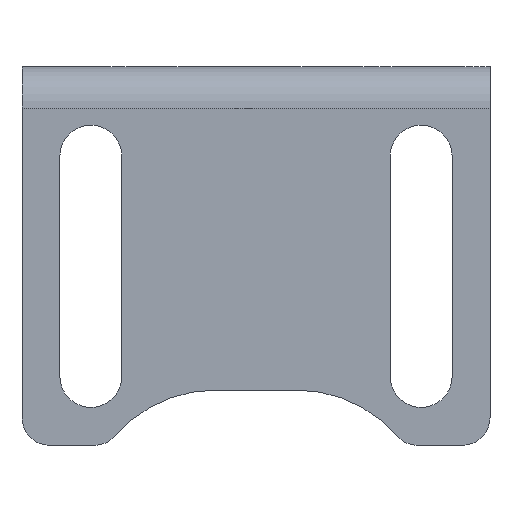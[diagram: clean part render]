
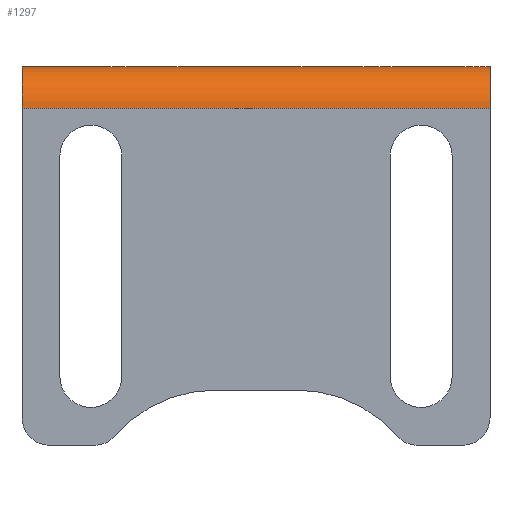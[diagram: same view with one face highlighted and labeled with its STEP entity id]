
A CAD part, front view. The second image highlights one B-rep face of the part: STEP entity #1297.
In plain terms, the highlighted cylindrical face has radius 3 mm (diameter 6 mm), a partial arc.
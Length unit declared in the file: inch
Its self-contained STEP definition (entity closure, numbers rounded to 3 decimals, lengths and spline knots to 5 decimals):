
#1 = DIRECTION ( 'NONE',  ( 0., 0., 1. ) ) ;
#77 = VECTOR ( 'NONE', #716, 39.37008 ) ;
#127 = VERTEX_POINT ( 'NONE', #879 ) ;
#148 = LINE ( 'NONE', #474, #77 ) ;
#163 = DIRECTION ( 'NONE',  ( 0., -1., 0. ) ) ;
#190 = VECTOR ( 'NONE', #1356, 39.37008 ) ;
#204 = CARTESIAN_POINT ( 'NONE',  ( -0.66929, -0.19151, 0. ) ) ;
#211 = EDGE_CURVE ( 'NONE', #1072, #1200, #1379, .T. ) ;
#220 = CARTESIAN_POINT ( 'NONE',  ( 0.66929, -0.19151, -0.11811 ) ) ;
#235 = ORIENTED_EDGE ( 'NONE', *, *, #1034, .T. ) ;
#286 = DIRECTION ( 'NONE',  ( 0., -1., 0. ) ) ;
#342 = DIRECTION ( 'NONE',  ( 1., 0., 0. ) ) ;
#366 = VERTEX_POINT ( 'NONE', #1214 ) ;
#474 = CARTESIAN_POINT ( 'NONE',  ( 0.66929, -0.30962, -0.11811 ) ) ;
#524 = AXIS2_PLACEMENT_3D ( 'NONE', #1252, #923, #286 ) ;
#654 = AXIS2_PLACEMENT_3D ( 'NONE', #220, #342, #1 ) ;
#692 = DIRECTION ( 'NONE',  ( -1., 0., 0. ) ) ;
#695 = EDGE_CURVE ( 'NONE', #127, #366, #709, .T. ) ;
#698 = AXIS2_PLACEMENT_3D ( 'NONE', #1145, #692, #163 ) ;
#700 = FACE_OUTER_BOUND ( 'NONE', #1087, .T. ) ;
#709 = CIRCLE ( 'NONE', #654, 0.11811 ) ;
#716 = DIRECTION ( 'NONE',  ( -1., 0., 0. ) ) ;
#743 = LINE ( 'NONE', #204, #190 ) ;
#763 = ORIENTED_EDGE ( 'NONE', *, *, #211, .T. ) ;
#824 = CYLINDRICAL_SURFACE ( 'NONE', #698, 0.11811 ) ;
#852 = CARTESIAN_POINT ( 'NONE',  ( -0.66929, -0.30962, -0.11811 ) ) ;
#857 = CARTESIAN_POINT ( 'NONE',  ( -0.66929, -0.19151, 0. ) ) ;
#879 = CARTESIAN_POINT ( 'NONE',  ( 0.66929, -0.19151, 0. ) ) ;
#923 = DIRECTION ( 'NONE',  ( 1., 0., 0. ) ) ;
#1034 = EDGE_CURVE ( 'NONE', #127, #1072, #743, .T. ) ;
#1072 = VERTEX_POINT ( 'NONE', #857 ) ;
#1087 = EDGE_LOOP ( 'NONE', ( #763, #1178, #1366, #235 ) ) ;
#1145 = CARTESIAN_POINT ( 'NONE',  ( 0.66929, -0.19151, -0.11811 ) ) ;
#1178 = ORIENTED_EDGE ( 'NONE', *, *, #1283, .F. ) ;
#1200 = VERTEX_POINT ( 'NONE', #852 ) ;
#1214 = CARTESIAN_POINT ( 'NONE',  ( 0.66929, -0.30962, -0.11811 ) ) ;
#1252 = CARTESIAN_POINT ( 'NONE',  ( -0.66929, -0.19151, -0.11811 ) ) ;
#1283 = EDGE_CURVE ( 'NONE', #366, #1200, #148, .T. ) ;
#1297 = ADVANCED_FACE ( 'NONE', ( #700 ), #824, .T. ) ;
#1356 = DIRECTION ( 'NONE',  ( -1., 0., 0. ) ) ;
#1366 = ORIENTED_EDGE ( 'NONE', *, *, #695, .F. ) ;
#1379 = CIRCLE ( 'NONE', #524, 0.11811 ) ;
